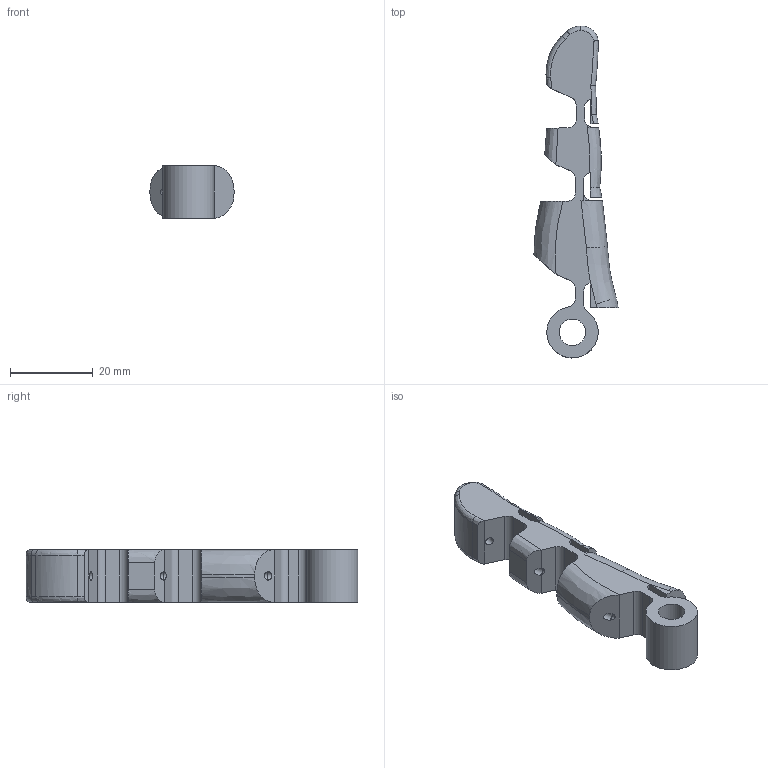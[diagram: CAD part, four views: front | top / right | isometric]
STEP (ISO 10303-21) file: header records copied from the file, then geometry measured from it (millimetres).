
FILE_DESCRIPTION(/* description */ (''),/* implementation_level */ '2;1');
FILE_NAME(/* name */ 'Pinky_Design.stp',/* time_stamp */ '2023-10-22T07:28:38-05:00',/* author */ ('maria'),/* organization */ (''),/* preprocessor_version */ 'ST-DEVELOPER v19.2',/* originating_system */ 'Autodesk Inventor 2024',/* authorisation */ '');
FILE_SCHEMA (('AUTOMOTIVE_DESIGN { 1 0 10303 214 3 1 1 }'));
Length unit declared in the file: millimetre
Products named in the file (1): Pinky_Design_V2.0_MIR
Bounding box: 20.31 x 80.17 x 12.8 mm (x, y, z)
Volume: 9742.8 mm3; surface area: 5112.3 mm2
Topology: 1 solids, 1 shells, 109 faces, 293 edges, 184 vertices
Faces by surface type: bspline 50, plane 32, cylinder 24, torus 3
Full cylindrical faces by diameter (mm): 6.4 x1
Entity records: 5412 total; most frequent: CARTESIAN_POINT 2963, ORIENTED_EDGE 582, DIRECTION 374, EDGE_CURVE 291, VERTEX_POINT 183, AXIS2_PLACEMENT_3D 132, EDGE_LOOP 116, LINE 110
